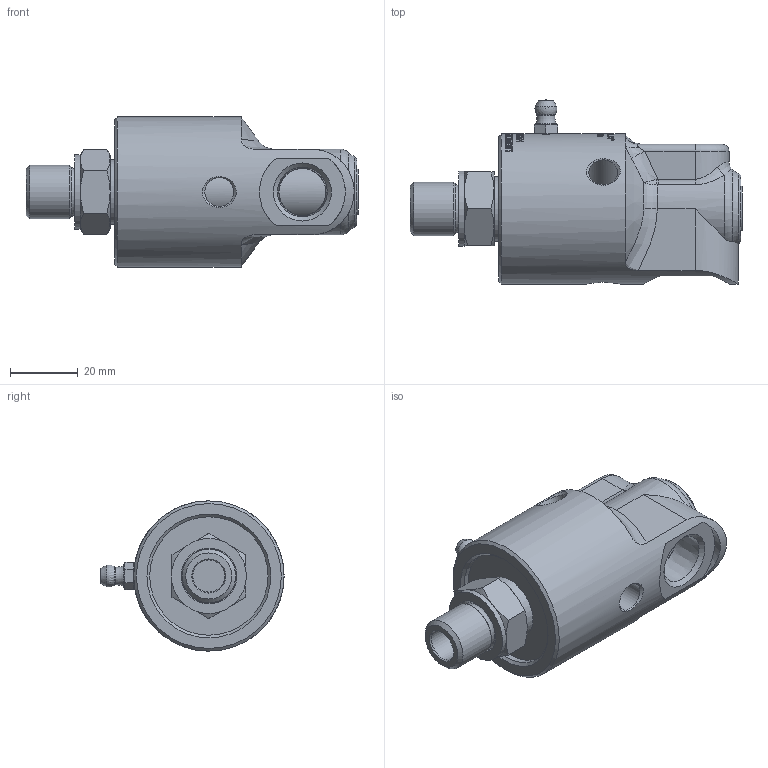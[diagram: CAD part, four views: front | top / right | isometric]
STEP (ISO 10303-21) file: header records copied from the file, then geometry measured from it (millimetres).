
FILE_DESCRIPTION(/* description */ (''),/* implementation_level */ '2;1');
FILE_NAME(/* name */ '57-050-003-ICe.stp',/* time_stamp */ '2022-01-10T14:27:33-06:00',/* author */ ('dyurkovich'),/* organization */ (''),/* preprocessor_version */ 'ST-DEVELOPER v18.1',/* originating_system */ 'Autodesk Inventor 2022',/* authorisation */ '');
FILE_SCHEMA (('AUTOMOTIVE_DESIGN { 1 0 10303 214 3 1 1 }'));
Products named in the file (1): 57-050-003-IC
Bounding box: 98.3 x 54.49 x 44.5 mm (x, y, z)
Volume: 88388.3 mm3; surface area: 17008.9 mm2
Topology: 2 solids, 2 shells, 863 faces, 2271 edges, 1503 vertices
Faces by surface type: bspline 388, plane 336, cylinder 105, cone 23, torus 9, sphere 2
Full cylindrical faces by diameter (mm): 6.325 x1, 8.6 x3, 9.5 x1, 13.889 x1, 15.839 x1, 16.5 x1, 19.15 x1, 22.2 x1, 35.05 x1, 44.5 x1
Entity records: 70464 total; most frequent: CARTESIAN_POINT 50932, ORIENTED_EDGE 4544, DIRECTION 3024, EDGE_CURVE 2272, VERTEX_POINT 1509, AXIS2_PLACEMENT_3D 1014, LINE 996, VECTOR 996
